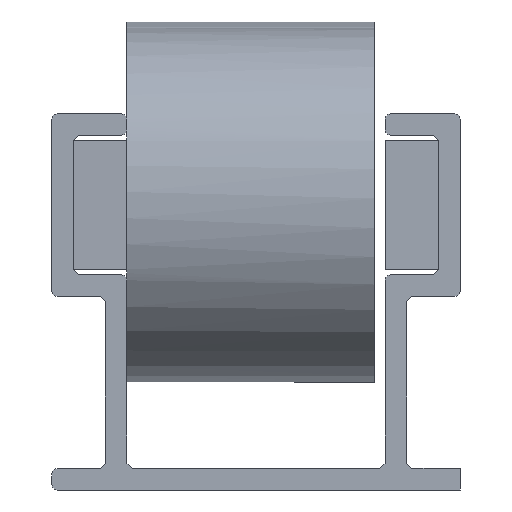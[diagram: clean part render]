
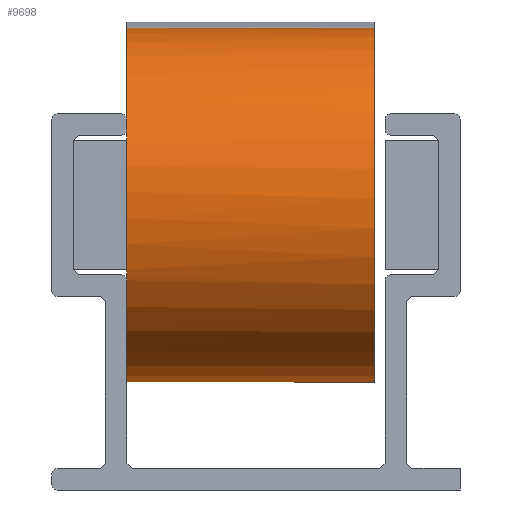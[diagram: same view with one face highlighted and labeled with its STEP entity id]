
A CAD part, left-side view. The second image highlights one B-rep face of the part: STEP entity #9698.
In plain terms, the highlighted cylindrical face has radius 16.5 mm (diameter 33 mm), a full revolution.
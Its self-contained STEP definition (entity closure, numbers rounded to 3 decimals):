
#9349=CARTESIAN_POINT('',(48.075,12.,19.5));
#9350=VERTEX_POINT('',#9349);
#9357=CARTESIAN_POINT('',(18.192,12.,19.5));
#9358=VERTEX_POINT('',#9357);
#9359=CARTESIAN_POINT('',(33.133,12.,26.5));
#9360=DIRECTION('',(0.0,1.0,0.0));
#9361=DIRECTION('',(-1.0,0.0,0.0));
#9362=AXIS2_PLACEMENT_3D('',#9359,#9360,#9361);
#9363=CIRCLE('',#9362,16.5);
#9364=EDGE_CURVE('',#9350,#9358,#9363,.T.);
#9546=CARTESIAN_POINT('',(18.702,12.,34.5));
#9547=VERTEX_POINT('',#9546);
#9548=CARTESIAN_POINT('',(47.564,12.,34.5));
#9549=VERTEX_POINT('',#9548);
#9556=CARTESIAN_POINT('',(33.133,12.,26.5));
#9557=DIRECTION('',(0.0,1.0,0.0));
#9558=DIRECTION('',(-1.0,0.0,0.0));
#9559=AXIS2_PLACEMENT_3D('',#9556,#9557,#9558);
#9560=CIRCLE('',#9559,16.5);
#9561=EDGE_CURVE('',#9547,#9549,#9560,.T.);
#9571=CARTESIAN_POINT('',(48.504,12.,32.5));
#9572=VERTEX_POINT('',#9571);
#9573=CARTESIAN_POINT('',(17.763,12.,32.5));
#9574=VERTEX_POINT('',#9573);
#9581=CARTESIAN_POINT('',(18.191,12.,33.5));
#9582=VERTEX_POINT('',#9581);
#9583=CARTESIAN_POINT('',(33.133,12.,26.5));
#9584=DIRECTION('',(0.0,1.0,0.0));
#9585=DIRECTION('',(-1.0,0.0,0.0));
#9586=AXIS2_PLACEMENT_3D('',#9583,#9584,#9585);
#9587=CIRCLE('',#9586,16.5);
#9588=EDGE_CURVE('',#9574,#9582,#9587,.T.);
#9590=CARTESIAN_POINT('',(48.075,12.,33.5));
#9591=VERTEX_POINT('',#9590);
#9598=CARTESIAN_POINT('',(33.133,12.,26.5));
#9599=DIRECTION('',(0.0,1.0,0.0));
#9600=DIRECTION('',(-1.0,0.0,0.0));
#9601=AXIS2_PLACEMENT_3D('',#9598,#9599,#9600);
#9602=CIRCLE('',#9601,16.5);
#9603=EDGE_CURVE('',#9591,#9572,#9602,.T.);
#9613=CARTESIAN_POINT('',(17.763,12.,20.5));
#9614=VERTEX_POINT('',#9613);
#9615=CARTESIAN_POINT('',(48.503,12.,20.5));
#9616=VERTEX_POINT('',#9615);
#9623=CARTESIAN_POINT('',(33.133,12.,26.5));
#9624=DIRECTION('',(0.0,1.0,0.0));
#9625=DIRECTION('',(-1.0,0.0,0.0));
#9626=AXIS2_PLACEMENT_3D('',#9623,#9624,#9625);
#9627=CIRCLE('',#9626,16.5);
#9628=EDGE_CURVE('',#9616,#9350,#9627,.T.);
#9636=CARTESIAN_POINT('',(33.133,12.,26.5));
#9637=DIRECTION('',(0.0,1.0,0.0));
#9638=DIRECTION('',(-1.0,0.0,0.0));
#9639=AXIS2_PLACEMENT_3D('',#9636,#9637,#9638);
#9640=CIRCLE('',#9639,16.5);
#9641=EDGE_CURVE('',#9358,#9614,#9640,.T.);
#9646=CARTESIAN_POINT('',(33.133,12.,26.5));
#9647=DIRECTION('',(0.0,-1.0,0.0));
#9648=DIRECTION('',(-1.0,0.0,0.0));
#9649=AXIS2_PLACEMENT_3D('',#9646,#9647,#9648);
#9650=CYLINDRICAL_SURFACE('',#9649,16.5);
#9651=CARTESIAN_POINT('',(49.633,-11.0,26.5));
#9652=VERTEX_POINT('',#9651);
#9653=CARTESIAN_POINT('',(33.133,-11.0,26.5));
#9654=DIRECTION('',(0.0,-1.0,0.0));
#9655=DIRECTION('',(-1.0,0.0,0.0));
#9656=AXIS2_PLACEMENT_3D('',#9653,#9654,#9655);
#9657=CIRCLE('',#9656,16.5);
#9658=EDGE_CURVE('',#9652,#9652,#9657,.T.);
#9659=ORIENTED_EDGE('',*,*,#9658,.F.);
#9660=EDGE_LOOP('',(#9659));
#9661=FACE_OUTER_BOUND('',#9660,.T.);
#9662=CARTESIAN_POINT('',(33.133,12.,26.5));
#9663=DIRECTION('',(0.0,1.0,0.0));
#9664=DIRECTION('',(-1.0,0.0,0.0));
#9665=AXIS2_PLACEMENT_3D('',#9662,#9663,#9664);
#9666=CIRCLE('',#9665,16.5);
#9667=EDGE_CURVE('',#9572,#9616,#9666,.T.);
#9668=ORIENTED_EDGE('',*,*,#9667,.F.);
#9669=ORIENTED_EDGE('',*,*,#9603,.F.);
#9670=CARTESIAN_POINT('',(33.133,12.,26.5));
#9671=DIRECTION('',(0.0,1.0,0.0));
#9672=DIRECTION('',(-1.0,0.0,0.0));
#9673=AXIS2_PLACEMENT_3D('',#9670,#9671,#9672);
#9674=CIRCLE('',#9673,16.5);
#9675=EDGE_CURVE('',#9549,#9591,#9674,.T.);
#9676=ORIENTED_EDGE('',*,*,#9675,.F.);
#9677=ORIENTED_EDGE('',*,*,#9561,.F.);
#9678=CARTESIAN_POINT('',(33.133,12.,26.5));
#9679=DIRECTION('',(0.0,1.0,0.0));
#9680=DIRECTION('',(-1.0,0.0,0.0));
#9681=AXIS2_PLACEMENT_3D('',#9678,#9679,#9680);
#9682=CIRCLE('',#9681,16.5);
#9683=EDGE_CURVE('',#9582,#9547,#9682,.T.);
#9684=ORIENTED_EDGE('',*,*,#9683,.F.);
#9685=ORIENTED_EDGE('',*,*,#9588,.F.);
#9686=CARTESIAN_POINT('',(33.133,12.,26.5));
#9687=DIRECTION('',(0.0,1.0,0.0));
#9688=DIRECTION('',(-1.0,0.0,0.0));
#9689=AXIS2_PLACEMENT_3D('',#9686,#9687,#9688);
#9690=CIRCLE('',#9689,16.5);
#9691=EDGE_CURVE('',#9614,#9574,#9690,.T.);
#9692=ORIENTED_EDGE('',*,*,#9691,.F.);
#9693=ORIENTED_EDGE('',*,*,#9641,.F.);
#9694=ORIENTED_EDGE('',*,*,#9364,.F.);
#9695=ORIENTED_EDGE('',*,*,#9628,.F.);
#9696=EDGE_LOOP('',(#9668,#9669,#9676,#9677,#9684,#9685,#9692,#9693,#9694,#9695));
#9697=FACE_BOUND('',#9696,.T.);
#9698=ADVANCED_FACE('',(#9661,#9697),#9650,.T.);
